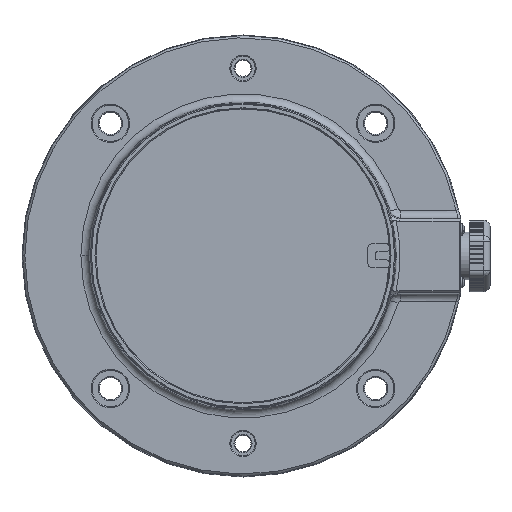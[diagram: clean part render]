
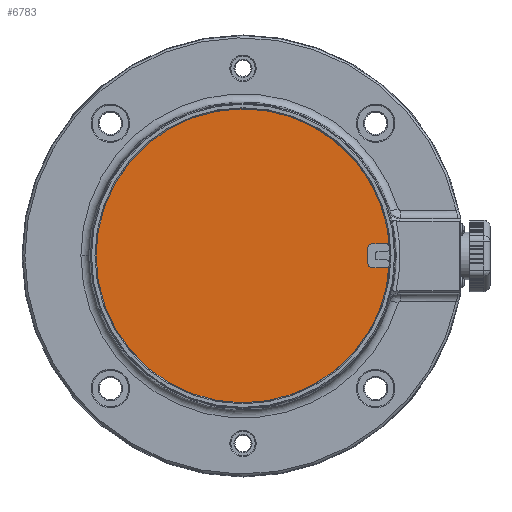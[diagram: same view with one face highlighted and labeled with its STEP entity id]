
A CAD part, top view. The second image highlights one B-rep face of the part: STEP entity #6783.
In plain terms, the highlighted planar face has unit normal (0, 0, 1).
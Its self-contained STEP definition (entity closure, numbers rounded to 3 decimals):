
#258 = ORIENTED_EDGE ( 'NONE', *, *, #867, .T. ) ;
#461 = DIRECTION ( 'NONE',  ( 0., 0., 1. ) ) ;
#587 = DIRECTION ( 'NONE',  ( 1., 0., 0. ) ) ;
#818 = DIRECTION ( 'NONE',  ( 0., 0., -1. ) ) ;
#862 = VERTEX_POINT ( 'NONE', #2211 ) ;
#867 = EDGE_CURVE ( 'NONE', #862, #11878, #8540, .T. ) ;
#1036 = DIRECTION ( 'NONE',  ( 1., 0., 0. ) ) ;
#1062 = AXIS2_PLACEMENT_3D ( 'NONE', #10659, #818, #1036 ) ;
#1290 = VECTOR ( 'NONE', #13929, 1000. ) ;
#1310 = ORIENTED_EDGE ( 'NONE', *, *, #9557, .T. ) ;
#1387 = CARTESIAN_POINT ( 'NONE',  ( 70.386, -6., 22. ) ) ;
#1656 = CARTESIAN_POINT ( 'NONE',  ( 64., 6., 22. ) ) ;
#1738 = CARTESIAN_POINT ( 'NONE',  ( 0., 0., 22. ) ) ;
#1924 = DIRECTION ( 'NONE',  ( 0., 0., -1. ) ) ;
#2211 = CARTESIAN_POINT ( 'NONE',  ( 61.5, 3.5, 22. ) ) ;
#2536 = EDGE_CURVE ( 'NONE', #11878, #5562, #8262, .T. ) ;
#2563 = AXIS2_PLACEMENT_3D ( 'NONE', #8042, #7098, #12423 ) ;
#2890 = CIRCLE ( 'NONE', #1062, 2. ) ;
#2931 = VECTOR ( 'NONE', #587, 1000. ) ;
#3194 = EDGE_CURVE ( 'NONE', #5562, #8413, #2890, .T. ) ;
#3220 = AXIS2_PLACEMENT_3D ( 'NONE', #6775, #9207, #4550 ) ;
#3376 = EDGE_CURVE ( 'NONE', #11884, #13064, #5962, .T. ) ;
#3502 = AXIS2_PLACEMENT_3D ( 'NONE', #1738, #461, #11504 ) ;
#3605 = EDGE_CURVE ( 'NONE', #4115, #11884, #11644, .T. ) ;
#3937 = DIRECTION ( 'NONE',  ( 0., 0., 1. ) ) ;
#4004 = AXIS2_PLACEMENT_3D ( 'NONE', #8444, #4142, #6369 ) ;
#4115 = VERTEX_POINT ( 'NONE', #1387 ) ;
#4142 = DIRECTION ( 'NONE',  ( 0., 0., 1. ) ) ;
#4316 = ORIENTED_EDGE ( 'NONE', *, *, #3605, .T. ) ;
#4550 = DIRECTION ( 'NONE',  ( 1., 0., 0. ) ) ;
#4616 = VERTEX_POINT ( 'NONE', #6312 ) ;
#4895 = LINE ( 'NONE', #13711, #5819 ) ;
#4999 = CARTESIAN_POINT ( 'NONE',  ( 72.383, 4.113, 22. ) ) ;
#5035 = CARTESIAN_POINT ( 'NONE',  ( 0., -6., 22. ) ) ;
#5529 = CARTESIAN_POINT ( 'NONE',  ( 61.5, -3.5, 22. ) ) ;
#5562 = VERTEX_POINT ( 'NONE', #12821 ) ;
#5646 = ORIENTED_EDGE ( 'NONE', *, *, #3376, .T. ) ;
#5819 = VECTOR ( 'NONE', #9329, 1000. ) ;
#5962 = CIRCLE ( 'NONE', #3220, 2.5 ) ;
#6018 = CIRCLE ( 'NONE', #3502, 72.5 ) ;
#6312 = CARTESIAN_POINT ( 'NONE',  ( 72.383, -4.113, 22. ) ) ;
#6369 = DIRECTION ( 'NONE',  ( 1., 0., 0. ) ) ;
#6591 = CARTESIAN_POINT ( 'NONE',  ( 64., 3.5, 22. ) ) ;
#6775 = CARTESIAN_POINT ( 'NONE',  ( 64., -3.5, 22. ) ) ;
#6783 = ADVANCED_FACE ( 'NONE', ( #13766 ), #8454, .T. ) ;
#7051 = CARTESIAN_POINT ( 'NONE',  ( 0., 6., 22. ) ) ;
#7098 = DIRECTION ( 'NONE',  ( 0., 0., -1. ) ) ;
#7339 = AXIS2_PLACEMENT_3D ( 'NONE', #8240, #3937, #12699 ) ;
#7676 = CIRCLE ( 'NONE', #4004, 72.5 ) ;
#7852 = EDGE_CURVE ( 'NONE', #4616, #4115, #12628, .T. ) ;
#8042 = CARTESIAN_POINT ( 'NONE',  ( 70.386, -4., 22. ) ) ;
#8163 = ORIENTED_EDGE ( 'NONE', *, *, #2536, .T. ) ;
#8240 = CARTESIAN_POINT ( 'NONE',  ( 0., 0., 22. ) ) ;
#8262 = LINE ( 'NONE', #7051, #2931 ) ;
#8413 = VERTEX_POINT ( 'NONE', #4999 ) ;
#8444 = CARTESIAN_POINT ( 'NONE',  ( 0., 0., 22. ) ) ;
#8454 = PLANE ( 'NONE',  #7339 ) ;
#8540 = CIRCLE ( 'NONE', #10119, 2.5 ) ;
#8879 = ORIENTED_EDGE ( 'NONE', *, *, #11834, .T. ) ;
#8898 = CARTESIAN_POINT ( 'NONE',  ( -72.5, 0., 22. ) ) ;
#9194 = CARTESIAN_POINT ( 'NONE',  ( 64., -6., 22. ) ) ;
#9207 = DIRECTION ( 'NONE',  ( 0., 0., -1. ) ) ;
#9329 = DIRECTION ( 'NONE',  ( 0., 1., 0. ) ) ;
#9540 = ORIENTED_EDGE ( 'NONE', *, *, #3194, .T. ) ;
#9557 = EDGE_CURVE ( 'NONE', #12108, #4616, #6018, .T. ) ;
#9750 = ORIENTED_EDGE ( 'NONE', *, *, #13318, .T. ) ;
#10119 = AXIS2_PLACEMENT_3D ( 'NONE', #6591, #1924, #13972 ) ;
#10659 = CARTESIAN_POINT ( 'NONE',  ( 70.386, 4., 22. ) ) ;
#11504 = DIRECTION ( 'NONE',  ( 1., 0., 0. ) ) ;
#11644 = LINE ( 'NONE', #5035, #1290 ) ;
#11834 = EDGE_CURVE ( 'NONE', #13064, #862, #4895, .T. ) ;
#11878 = VERTEX_POINT ( 'NONE', #1656 ) ;
#11884 = VERTEX_POINT ( 'NONE', #9194 ) ;
#12108 = VERTEX_POINT ( 'NONE', #8898 ) ;
#12423 = DIRECTION ( 'NONE',  ( 1., 0., 0. ) ) ;
#12628 = CIRCLE ( 'NONE', #2563, 2. ) ;
#12699 = DIRECTION ( 'NONE',  ( 1., 0., 0. ) ) ;
#12821 = CARTESIAN_POINT ( 'NONE',  ( 70.386, 6., 22. ) ) ;
#12949 = EDGE_LOOP ( 'NONE', ( #258, #8163, #9540, #9750, #1310, #13538, #4316, #5646, #8879 ) ) ;
#13064 = VERTEX_POINT ( 'NONE', #5529 ) ;
#13318 = EDGE_CURVE ( 'NONE', #8413, #12108, #7676, .T. ) ;
#13538 = ORIENTED_EDGE ( 'NONE', *, *, #7852, .T. ) ;
#13711 = CARTESIAN_POINT ( 'NONE',  ( 61.5, 0., 22. ) ) ;
#13766 = FACE_OUTER_BOUND ( 'NONE', #12949, .T. ) ;
#13929 = DIRECTION ( 'NONE',  ( -1., 0., 0. ) ) ;
#13972 = DIRECTION ( 'NONE',  ( 1., 0., 0. ) ) ;
